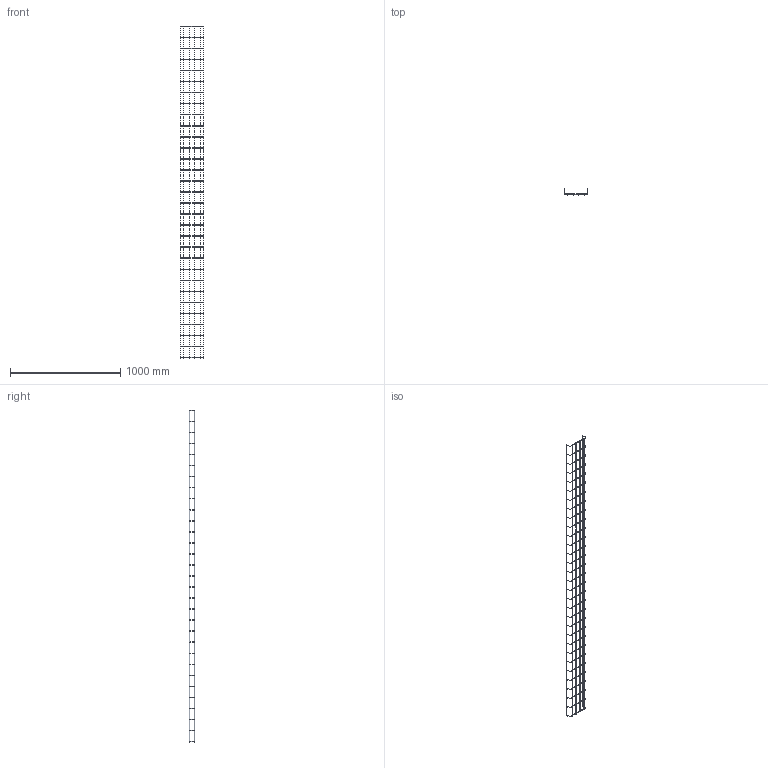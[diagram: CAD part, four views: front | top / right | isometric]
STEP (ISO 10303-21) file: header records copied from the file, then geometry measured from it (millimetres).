
FILE_DESCRIPTION (( 'STEP AP203' ), '1' );
FILE_NAME ('NE-30-050-200-3-38-EZ NESTA Ëîòîê ïðîâîëî÷íûé 50õ200õ3000-3,8 EZ IEK.STEP', '2022-11-11T12:10:04', ( '' ), ( '' ), 'SwSTEP 2.0', 'SolidWorks 2022', '' );
FILE_SCHEMA (( 'CONFIG_CONTROL_DESIGN' ));
Length unit declared in the file: millimetre
Products named in the file (1): NE-30-050-200-3-38-EZ NESTA Лоток проволочный 50х200х3000-3,8 EZ IEK
Bounding box: 207.6 x 49.81 x 3008.8 mm (x, y, z)
Volume: 303243.4 mm3; surface area: 320042.9 mm2
Topology: 37 solids, 37 shells, 700 faces, 1382 edges, 756 vertices
Faces by surface type: cylinder 378, torus 248, plane 74
Full cylindrical faces by diameter (mm): 3.8 x6
Entity records: 17917 total; most frequent: DIRECTION 3782, CARTESIAN_POINT 2833, ORIENTED_EDGE 2752, AXIS2_PLACEMENT_3D 1705, EDGE_CURVE 1376, CIRCLE 1004, VERTEX_POINT 756, EDGE_LOOP 706
